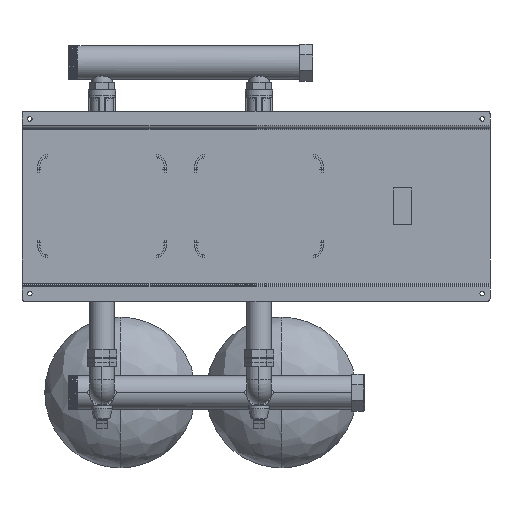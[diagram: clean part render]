
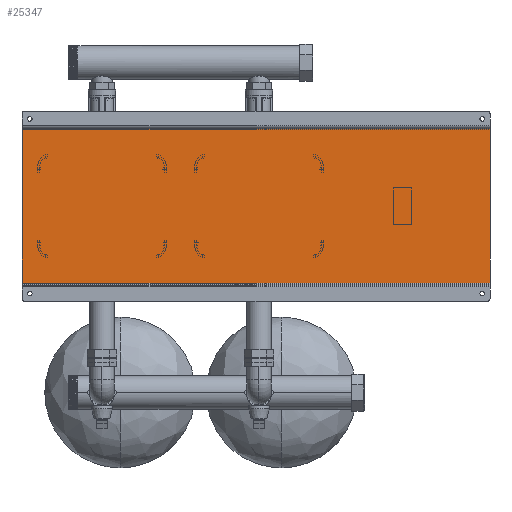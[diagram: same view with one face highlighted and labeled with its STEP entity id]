
A CAD part, front view. The second image highlights one B-rep face of the part: STEP entity #25347.
In plain terms, the highlighted planar face has unit normal (0, -1, 0).
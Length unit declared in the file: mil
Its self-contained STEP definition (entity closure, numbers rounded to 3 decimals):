
#3225 = VERTEX_POINT ( 'NONE', #66791 ) ;
#11700 = LINE ( 'NONE', #47382, #130568 ) ;
#13262 = EDGE_CURVE ( 'NONE', #125270, #18658, #142848, .T. ) ;
#15945 = VECTOR ( 'NONE', #123746, 39370.079 ) ;
#16404 = DIRECTION ( 'NONE',  ( 0., 0., -1. ) ) ;
#17387 = EDGE_LOOP ( 'NONE', ( #52016, #77596, #82985, #70487 ) ) ;
#18658 = VERTEX_POINT ( 'NONE', #63889 ) ;
#25347 = ADVANCED_FACE ( 'NONE', ( #74479 ), #108719, .F. ) ;
#28042 = LINE ( 'NONE', #40447, #28067 ) ;
#28067 = VECTOR ( 'NONE', #16404, 39370.079 ) ;
#29247 = CARTESIAN_POINT ( 'NONE',  ( 17716.535, 2007.874, -5826.772 ) ) ;
#36733 = CARTESIAN_POINT ( 'NONE',  ( 17716.535, 2007.874, 5826.772 ) ) ;
#40181 = LINE ( 'NONE', #29247, #15945 ) ;
#40447 = CARTESIAN_POINT ( 'NONE',  ( 17716.535, 2007.874, 5826.772 ) ) ;
#42399 = VERTEX_POINT ( 'NONE', #36733 ) ;
#47382 = CARTESIAN_POINT ( 'NONE',  ( 17716.535, 2007.874, 5826.772 ) ) ;
#47839 = EDGE_CURVE ( 'NONE', #42399, #125270, #11700, .T. ) ;
#52016 = ORIENTED_EDGE ( 'NONE', *, *, #13262, .T. ) ;
#58645 = AXIS2_PLACEMENT_3D ( 'NONE', #97069, #73756, #107278 ) ;
#63889 = CARTESIAN_POINT ( 'NONE',  ( -17716.535, 2007.874, -5826.772 ) ) ;
#64933 = DIRECTION ( 'NONE',  ( 0., 0., -1. ) ) ;
#66349 = EDGE_CURVE ( 'NONE', #42399, #3225, #28042, .T. ) ;
#66791 = CARTESIAN_POINT ( 'NONE',  ( 17716.535, 2007.874, -5826.772 ) ) ;
#70487 = ORIENTED_EDGE ( 'NONE', *, *, #47839, .T. ) ;
#73756 = DIRECTION ( 'NONE',  ( 0., 1., 0. ) ) ;
#74479 = FACE_OUTER_BOUND ( 'NONE', #17387, .T. ) ;
#77596 = ORIENTED_EDGE ( 'NONE', *, *, #134704, .F. ) ;
#82985 = ORIENTED_EDGE ( 'NONE', *, *, #66349, .F. ) ;
#89971 = CARTESIAN_POINT ( 'NONE',  ( -17716.535, 2007.874, 5826.772 ) ) ;
#91778 = DIRECTION ( 'NONE',  ( -1., 0., 0. ) ) ;
#97007 = CARTESIAN_POINT ( 'NONE',  ( -17716.535, 2007.874, -5826.772 ) ) ;
#97069 = CARTESIAN_POINT ( 'NONE',  ( 17716.535, 2007.874, -5826.772 ) ) ;
#106178 = VECTOR ( 'NONE', #64933, 39370.079 ) ;
#107278 = DIRECTION ( 'NONE',  ( 1., 0., 0. ) ) ;
#108719 = PLANE ( 'NONE',  #58645 ) ;
#123746 = DIRECTION ( 'NONE',  ( -1., 0., 0. ) ) ;
#125270 = VERTEX_POINT ( 'NONE', #89971 ) ;
#130568 = VECTOR ( 'NONE', #91778, 39370.079 ) ;
#134704 = EDGE_CURVE ( 'NONE', #3225, #18658, #40181, .T. ) ;
#142848 = LINE ( 'NONE', #97007, #106178 ) ;
